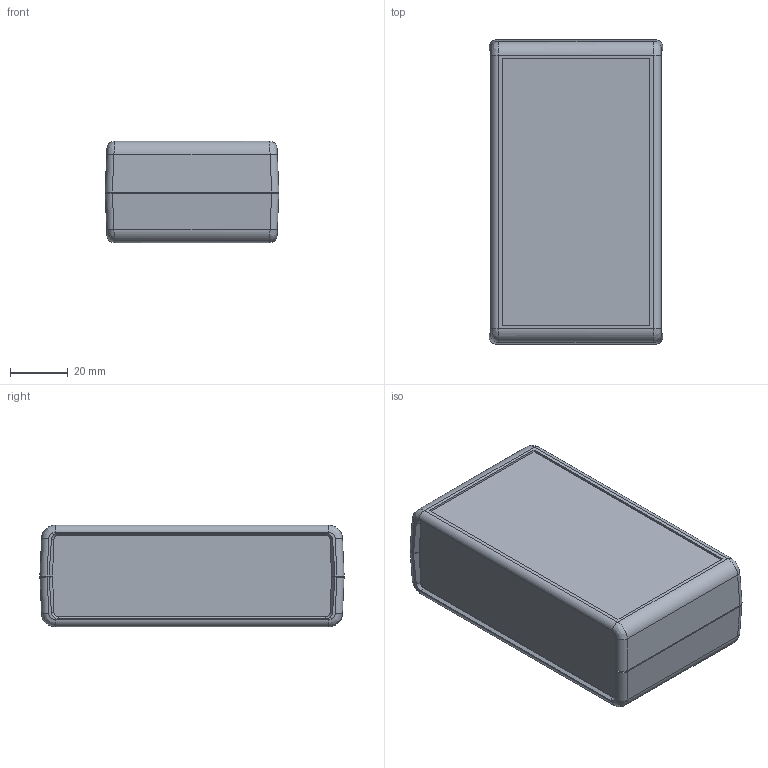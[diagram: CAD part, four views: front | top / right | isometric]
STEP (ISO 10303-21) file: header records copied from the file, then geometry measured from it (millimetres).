
FILE_DESCRIPTION(/* description */ (''),/* implementation_level */ '2;1');
FILE_NAME(/* name */ '1593V.stp',/* time_stamp */ '2020-02-19T16:04:26-05:00',/* author */ ('mbeerman'),/* organization */ (''),/* preprocessor_version */ 'ST-DEVELOPER v18',/* originating_system */ 'Autodesk Inventor 2020',/* authorisation */ '');
FILE_SCHEMA (('AUTOMOTIVE_DESIGN { 1 0 10303 214 3 1 1 }'));
Products named in the file (5): 1593V; 1593V Bottom v2; 1593V End panel v1; 1593V Top v2; #18929
Assembly tree (4 placements, depth 2):
  1593V
    1593V Bottom v2
    1593V End panel v1  x2
    1593V Top v2
  #18929
Bounding box: 60 x 105 x 35 mm (x, y, z)
Volume: 50421.2 mm3; surface area: 50515.6 mm2
Topology: 6 solids, 6 shells, 626 faces, 1645 edges, 1079 vertices
Faces by surface type: plane 334, cylinder 130, bspline 86, cone 46, torus 20, sphere 10
Full cylindrical faces by diameter (mm): 2.3 x10, 2.845 x2, 3 x10
Entity records: 18915 total; most frequent: CARTESIAN_POINT 4749, ORIENTED_EDGE 3000, DIRECTION 2775, EDGE_CURVE 1500, VERTEX_POINT 979, AXIS2_PLACEMENT_3D 935, LINE 905, VECTOR 905
